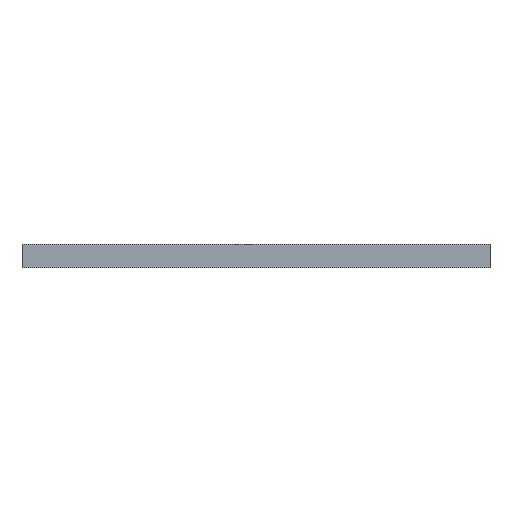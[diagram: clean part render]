
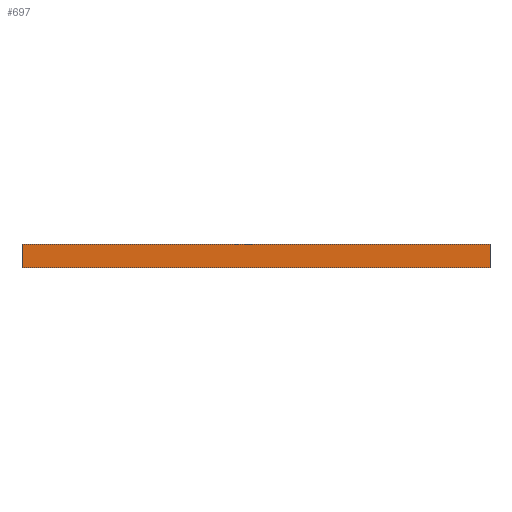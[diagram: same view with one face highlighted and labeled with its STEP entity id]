
A CAD part, front view. The second image highlights one B-rep face of the part: STEP entity #697.
In plain terms, the highlighted planar face has unit normal (0, -1, 0).
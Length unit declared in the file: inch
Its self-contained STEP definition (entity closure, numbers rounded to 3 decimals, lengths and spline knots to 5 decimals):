
#67=PLANE('',#797);
#99=FACE_OUTER_BOUND('',#131,.T.);
#131=EDGE_LOOP('',(#577,#578,#579,#580));
#219=LINE('',#1176,#261);
#220=LINE('',#1179,#262);
#221=LINE('',#1181,#263);
#222=LINE('',#1182,#264);
#261=VECTOR('',#991,0.3937);
#262=VECTOR('',#994,0.3937);
#263=VECTOR('',#995,0.3937);
#264=VECTOR('',#996,0.3937);
#371=VERTEX_POINT('',#1172);
#372=VERTEX_POINT('',#1174);
#373=VERTEX_POINT('',#1178);
#374=VERTEX_POINT('',#1180);
#459=EDGE_CURVE('',#371,#372,#219,.T.);
#460=EDGE_CURVE('',#373,#371,#220,.T.);
#461=EDGE_CURVE('',#374,#372,#221,.T.);
#462=EDGE_CURVE('',#373,#374,#222,.T.);
#577=ORIENTED_EDGE('',*,*,#460,.T.);
#578=ORIENTED_EDGE('',*,*,#459,.T.);
#579=ORIENTED_EDGE('',*,*,#461,.F.);
#580=ORIENTED_EDGE('',*,*,#462,.F.);
#697=ADVANCED_FACE('',(#99),#67,.T.);
#797=AXIS2_PLACEMENT_3D('',#1177,#992,#993);
#991=DIRECTION('',(0.,0.,1.));
#992=DIRECTION('center_axis',(0.,-1.,0.));
#993=DIRECTION('ref_axis',(1.,0.,0.));
#994=DIRECTION('',(1.,0.,0.));
#995=DIRECTION('',(1.,0.,0.));
#996=DIRECTION('',(0.,0.,1.));
#1172=CARTESIAN_POINT('',(5.,0.,0.));
#1174=CARTESIAN_POINT('',(5.,0.,0.25));
#1176=CARTESIAN_POINT('',(5.,0.,0.));
#1177=CARTESIAN_POINT('Origin',(0.,0.,0.));
#1178=CARTESIAN_POINT('',(0.,0.,0.));
#1179=CARTESIAN_POINT('',(0.,0.,0.));
#1180=CARTESIAN_POINT('',(0.,0.,0.25));
#1181=CARTESIAN_POINT('',(0.,0.,0.25));
#1182=CARTESIAN_POINT('',(0.,0.,0.));
